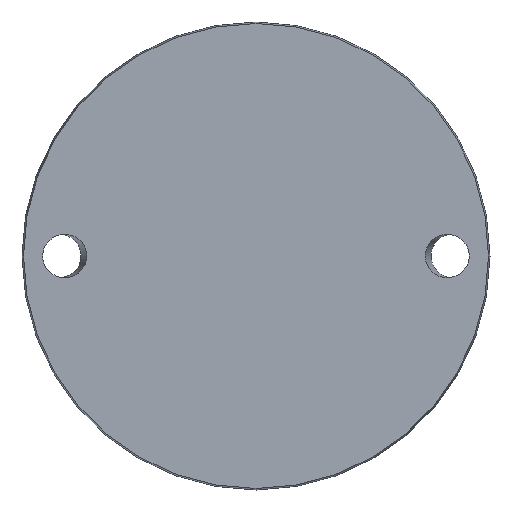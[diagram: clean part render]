
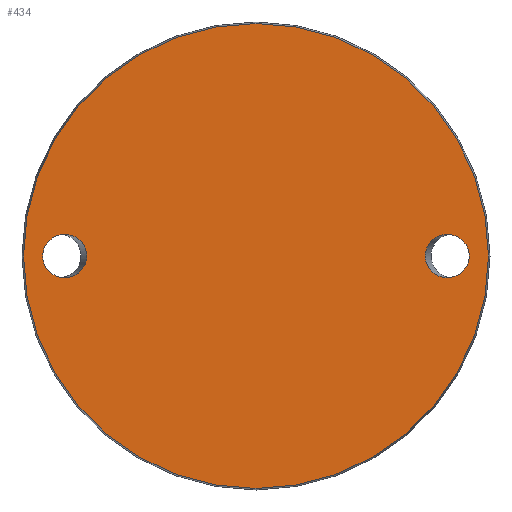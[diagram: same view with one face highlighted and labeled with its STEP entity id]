
A CAD part, front view. The second image highlights one B-rep face of the part: STEP entity #434.
In plain terms, the highlighted planar face has unit normal (0, -1, 0).
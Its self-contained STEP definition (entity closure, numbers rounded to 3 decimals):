
#10 = ORIENTED_EDGE ( 'NONE', *, *, #933, .T. ) ;
#32 = CARTESIAN_POINT ( 'NONE',  ( -64.385, 0., -16.5 ) ) ;
#109 = CARTESIAN_POINT ( 'NONE',  ( -81.115, 0., 0. ) ) ;
#113 = FACE_BOUND ( 'NONE', #390, .T. ) ;
#117 = AXIS2_PLACEMENT_3D ( 'NONE', #389, #142, #374 ) ;
#142 = DIRECTION ( 'NONE',  ( 0., -1., 0. ) ) ;
#196 = CARTESIAN_POINT ( 'NONE',  ( 0., 0., -88.425 ) ) ;
#201 = ORIENTED_EDGE ( 'NONE', *, *, #668, .F. ) ;
#234 =( BOUNDED_CURVE ( )  B_SPLINE_CURVE ( 3, ( #109, #555, #864, #568, #32, #343, #959 ),
 .UNSPECIFIED., .T., .F. ) 
 B_SPLINE_CURVE_WITH_KNOTS ( ( 4, 3, 4 ),
 ( 0., 3.142, 6.283 ),
 .UNSPECIFIED. ) 
 CURVE ( )  GEOMETRIC_REPRESENTATION_ITEM ( )  RATIONAL_B_SPLINE_CURVE ( ( 1., 0.333, 0.333, 1., 0.333, 0.333, 1. ) ) 
 REPRESENTATION_ITEM ( '' )  );
#264 = DIRECTION ( 'NONE',  ( 0., 0., 1. ) ) ;
#285 = VERTEX_POINT ( 'NONE', #196 ) ;
#314 = EDGE_LOOP ( 'NONE', ( #201 ) ) ;
#326 = ORIENTED_EDGE ( 'NONE', *, *, #452, .T. ) ;
#339 = CARTESIAN_POINT ( 'NONE',  ( -88.425, 0., 0. ) ) ;
#343 = CARTESIAN_POINT ( 'NONE',  ( -81.115, 0., -16.5 ) ) ;
#350 = DIRECTION ( 'NONE',  ( 0., 1., 0. ) ) ;
#355 = CARTESIAN_POINT ( 'NONE',  ( 81.115, 0., 16.5 ) ) ;
#368 = CARTESIAN_POINT ( 'NONE',  ( 64.385, 0., 16.5 ) ) ;
#374 = DIRECTION ( 'NONE',  ( 0., 0., -1. ) ) ;
#389 = CARTESIAN_POINT ( 'NONE',  ( 0., 0., 0. ) ) ;
#390 = EDGE_LOOP ( 'NONE', ( #326 ) ) ;
#434 = ADVANCED_FACE ( 'NONE', ( #113, #718, #643 ), #480, .F. ) ;
#452 = EDGE_CURVE ( 'NONE', #889, #889, #234, .T. ) ;
#476 = CARTESIAN_POINT ( 'NONE',  ( 64.385, 0., -16.5 ) ) ;
#480 = PLANE ( 'NONE',  #624 ) ;
#555 = CARTESIAN_POINT ( 'NONE',  ( -81.115, 0., 16.5 ) ) ;
#556 = CARTESIAN_POINT ( 'NONE',  ( 64.385, 0., 0. ) ) ;
#566 = CARTESIAN_POINT ( 'NONE',  ( 64.385, 0., 0. ) ) ;
#568 = CARTESIAN_POINT ( 'NONE',  ( -64.385, 0., 0. ) ) ;
#573 = CARTESIAN_POINT ( 'NONE',  ( -81.115, 0., 0. ) ) ;
#624 = AXIS2_PLACEMENT_3D ( 'NONE', #339, #350, #264 ) ;
#643 = FACE_OUTER_BOUND ( 'NONE', #675, .T. ) ;
#648 = VERTEX_POINT ( 'NONE', #566 ) ;
#668 = EDGE_CURVE ( 'NONE', #648, #648, #857, .T. ) ;
#675 = EDGE_LOOP ( 'NONE', ( #10 ) ) ;
#718 = FACE_BOUND ( 'NONE', #314, .T. ) ;
#796 = CARTESIAN_POINT ( 'NONE',  ( 81.115, 0., -16.5 ) ) ;
#812 = CARTESIAN_POINT ( 'NONE',  ( 81.115, 0., 0. ) ) ;
#857 =( BOUNDED_CURVE ( )  B_SPLINE_CURVE ( 3, ( #556, #476, #796, #812, #355, #368, #980 ),
 .UNSPECIFIED., .T., .T. ) 
 B_SPLINE_CURVE_WITH_KNOTS ( ( 4, 3, 4 ),
 ( 0., 3.142, 6.283 ),
 .UNSPECIFIED. ) 
 CURVE ( )  GEOMETRIC_REPRESENTATION_ITEM ( )  RATIONAL_B_SPLINE_CURVE ( ( 1., 0.333, 0.333, 1., 0.333, 0.333, 1. ) ) 
 REPRESENTATION_ITEM ( '' )  );
#864 = CARTESIAN_POINT ( 'NONE',  ( -64.385, 0., 16.5 ) ) ;
#889 = VERTEX_POINT ( 'NONE', #573 ) ;
#896 = CIRCLE ( 'NONE', #117, 88.425 ) ;
#933 = EDGE_CURVE ( 'NONE', #285, #285, #896, .T. ) ;
#959 = CARTESIAN_POINT ( 'NONE',  ( -81.115, 0., 0. ) ) ;
#980 = CARTESIAN_POINT ( 'NONE',  ( 64.385, 0., 0. ) ) ;
